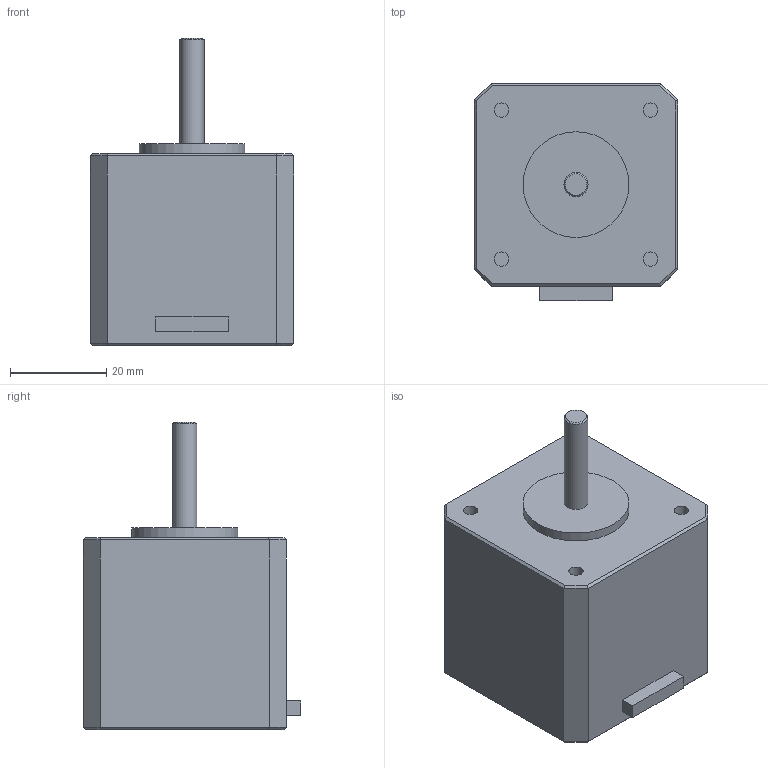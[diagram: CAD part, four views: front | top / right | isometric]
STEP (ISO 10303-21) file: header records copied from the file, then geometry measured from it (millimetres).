
FILE_DESCRIPTION(('FreeCAD Model'),'2;1');
FILE_NAME('Open CASCADE Shape Model','2021-09-28T15:35:47',('Author'),( ''),'Open CASCADE STEP processor 7.5','FreeCAD','Unknown');
FILE_SCHEMA(('AUTOMOTIVE_DESIGN { 1 0 10303 214 1 1 1 1 }'));
Length unit declared in the file: millimetre
Products named in the file (1): 17HS4401
Bounding box: 42.3 x 45.3 x 64 mm (x, y, z)
Volume: 71717 mm3; surface area: 10648.2 mm2
Topology: 1 solids, 1 shells, 44 faces, 88 edges, 53 vertices
Faces by surface type: plane 37, cylinder 6, cone 1
Full cylindrical faces by diameter (mm): 3 x4, 5 x1, 22 x1
Entity records: 2293 total; most frequent: CARTESIAN_POINT 398, DIRECTION 361, LINE 239, VECTOR 239, ORIENTED_EDGE 176, PCURVE 176, DEFINITIONAL_REPRESENTATION 176, EDGE_CURVE 88
